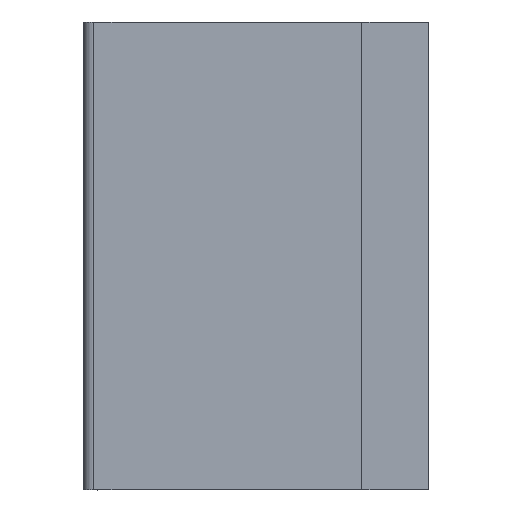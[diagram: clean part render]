
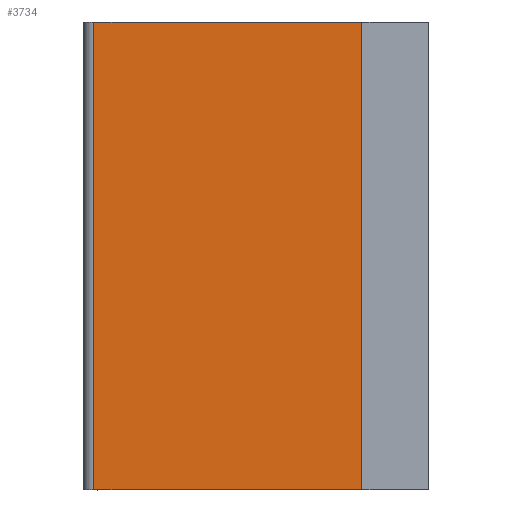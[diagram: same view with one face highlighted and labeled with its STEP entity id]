
A CAD part, left-side view. The second image highlights one B-rep face of the part: STEP entity #3734.
In plain terms, the highlighted planar face has unit normal (-1, 0, 0).
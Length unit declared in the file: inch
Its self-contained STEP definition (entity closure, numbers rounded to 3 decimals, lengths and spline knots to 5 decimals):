
#74 = CARTESIAN_POINT ( 'NONE',  ( -1.1875, 0.691, -1.3125 ) ) ;
#217 = FACE_OUTER_BOUND ( 'NONE', #3905, .T. ) ;
#568 = LINE ( 'NONE', #2960, #718 ) ;
#628 = VECTOR ( 'NONE', #3539, 39.37008 ) ;
#651 = PLANE ( 'NONE',  #5278 ) ;
#718 = VECTOR ( 'NONE', #3044, 39.37008 ) ;
#860 = VECTOR ( 'NONE', #4829, 39.37008 ) ;
#996 = LINE ( 'NONE', #3927, #4913 ) ;
#1377 = DIRECTION ( 'NONE',  ( 1., 0., 0. ) ) ;
#1591 = CARTESIAN_POINT ( 'NONE',  ( -1.1875, 0.691, -1.3125 ) ) ;
#1612 = ORIENTED_EDGE ( 'NONE', *, *, #4937, .F. ) ;
#1711 = ORIENTED_EDGE ( 'NONE', *, *, #1848, .T. ) ;
#1812 = DIRECTION ( 'NONE',  ( 0., 1., 0. ) ) ;
#1848 = EDGE_CURVE ( 'NONE', #2537, #4610, #568, .T. ) ;
#2239 = ORIENTED_EDGE ( 'NONE', *, *, #5100, .T. ) ;
#2537 = VERTEX_POINT ( 'NONE', #3625 ) ;
#2741 = CARTESIAN_POINT ( 'NONE',  ( -1.1875, -0.812, -1.90193 ) ) ;
#2803 = LINE ( 'NONE', #2741, #628 ) ;
#2960 = CARTESIAN_POINT ( 'NONE',  ( -1.1875, 0., 1.3125 ) ) ;
#3027 = DIRECTION ( 'NONE',  ( 0., 1., 0. ) ) ;
#3044 = DIRECTION ( 'NONE',  ( 0., 1., 0. ) ) ;
#3294 = VERTEX_POINT ( 'NONE', #3632 ) ;
#3414 = CARTESIAN_POINT ( 'NONE',  ( -1.1875, 0., -1.3125 ) ) ;
#3539 = DIRECTION ( 'NONE',  ( 0., 0., 1. ) ) ;
#3573 = ORIENTED_EDGE ( 'NONE', *, *, #3764, .T. ) ;
#3625 = CARTESIAN_POINT ( 'NONE',  ( -1.1875, -0.812, 1.3125 ) ) ;
#3632 = CARTESIAN_POINT ( 'NONE',  ( -1.1875, -0.812, -1.3125 ) ) ;
#3671 = LINE ( 'NONE', #1591, #860 ) ;
#3734 = ADVANCED_FACE ( 'NONE', ( #217 ), #651, .F. ) ;
#3764 = EDGE_CURVE ( 'NONE', #3294, #2537, #2803, .T. ) ;
#3832 = CARTESIAN_POINT ( 'NONE',  ( -1.1875, 0.691, 1.3125 ) ) ;
#3905 = EDGE_LOOP ( 'NONE', ( #1711, #2239, #1612, #3573 ) ) ;
#3927 = CARTESIAN_POINT ( 'NONE',  ( -1.1875, 0., -1.3125 ) ) ;
#4610 = VERTEX_POINT ( 'NONE', #3832 ) ;
#4829 = DIRECTION ( 'NONE',  ( 0., 0., -1. ) ) ;
#4913 = VECTOR ( 'NONE', #1812, 39.37008 ) ;
#4937 = EDGE_CURVE ( 'NONE', #3294, #5270, #996, .T. ) ;
#5100 = EDGE_CURVE ( 'NONE', #4610, #5270, #3671, .T. ) ;
#5270 = VERTEX_POINT ( 'NONE', #74 ) ;
#5278 = AXIS2_PLACEMENT_3D ( 'NONE', #3414, #1377, #3027 ) ;
